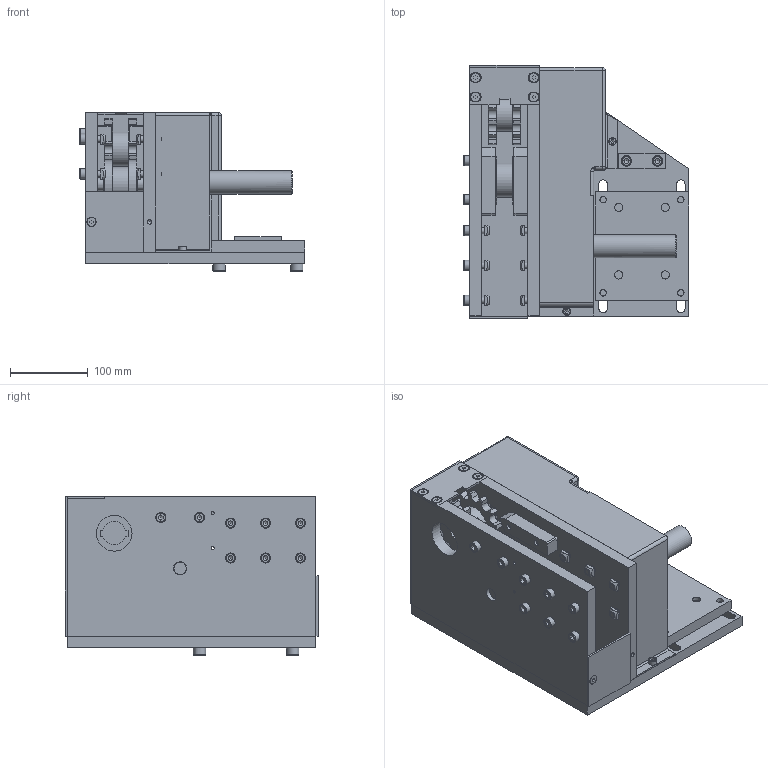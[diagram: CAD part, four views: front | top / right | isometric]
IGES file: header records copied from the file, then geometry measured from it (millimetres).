
Global section: file name: 939921.stp.ipt; native system: Autodesk Inventor 2014; preprocessor: unknown; author: zeman; date: 20151016.131742; units: millimetre
Bounding box: 290 x 326.92 x 205.21 mm (x, y, z)
Volume: 3853601.5 mm3; surface area: 908464.8 mm2
Topology: 72 solids, 72 shells, 1476 faces, 3895 edges, 2595 vertices
Faces by surface type: plane 742, revolution 328, cone 172, cylinder 162, bspline 54, sphere 18
Full cylindrical faces by diameter (mm): 6 x19, 8 x18, 10 x14, 12 x9, 13 x18, 16 x4, 16.2 x2, 17 x3, 22.76 x4, 30 x1, 35 x2, 44 x2, 52 x1, 61.5 x2, 75 x1
